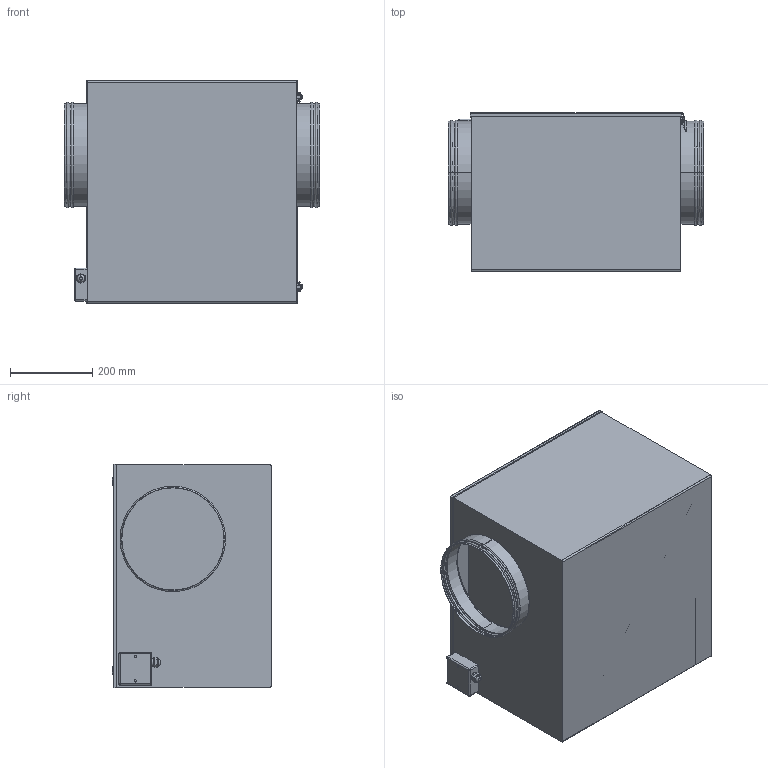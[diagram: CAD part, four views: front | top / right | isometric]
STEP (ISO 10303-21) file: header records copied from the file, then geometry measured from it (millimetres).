
FILE_DESCRIPTION (( 'STEP AP214' ), '1' );
FILE_NAME ('ESR_25-2_S.STEP', '2009-09-04T02:55:52', ( 'Wolfgang Schmidt' ), ( 'WS-KO' ), 'SwSTEP 2.0', 'SolidWorks 2008', '' );
FILE_SCHEMA (( 'AUTOMOTIVE_DESIGN' ));
Length unit declared in the file: millimetre
Products named in the file (1): ESR_25-2_S
Bounding box: 620 x 387.11 x 543 mm (x, y, z)
Volume: 7482216.6 mm3; surface area: 3921522.2 mm2
Topology: 10 solids, 10 shells, 351 faces, 860 edges, 536 vertices
Faces by surface type: cylinder 166, plane 139, torus 42, sphere 4
Entity records: 14489 total; most frequent: CARTESIAN_POINT 2000, DIRECTION 1894, ORIENTED_EDGE 1712, EDGE_CURVE 856, AXIS2_PLACEMENT_3D 734, VERTEX_POINT 536, LINE 426, VECTOR 426
